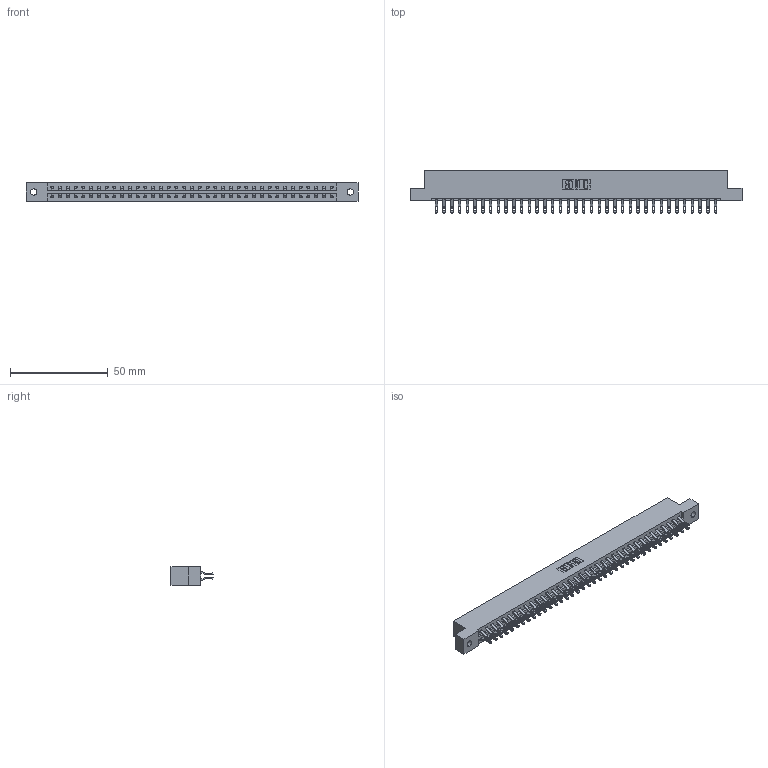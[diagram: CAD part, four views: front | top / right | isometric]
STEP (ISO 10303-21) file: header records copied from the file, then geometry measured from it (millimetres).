
FILE_DESCRIPTION (( 'STEP AP203' ), '1' );
FILE_NAME ('337-074-555-202.STEP', '2018-08-11T17:59:35', ( '' ), ( '' ), 'SwSTEP 2.0', 'SolidWorks 2016', '' );
FILE_SCHEMA (( 'CONFIG_CONTROL_DESIGN' ));
Length unit declared in the file: inch
Products named in the file (3): 337 Part_Flush Mounting Lugs - 0.128 Dia; 345-292-001_555 Tail; 337-074-555-202
Assembly tree (75 placements, depth 2):
  337-074-555-202
    337 Part_Flush Mounting Lugs - 0.128 Dia
    345-292-001_555 Tail  x74
Bounding box: 169.62 x 21.47 x 9.4 mm (x, y, z)
Volume: 17987.4 mm3; surface area: 20822.4 mm2
Topology: 75 solids, 75 shells, 4554 faces, 14297 edges, 9530 vertices
Faces by surface type: plane 2734, cylinder 1820
Entity records: 29663 total; most frequent: CARTESIAN_POINT 5036, ORIENTED_EDGE 4942, DIRECTION 4263, EDGE_CURVE 2471, LINE 2323, VECTOR 2323, VERTEX_POINT 1646, AXIS2_PLACEMENT_3D 970
